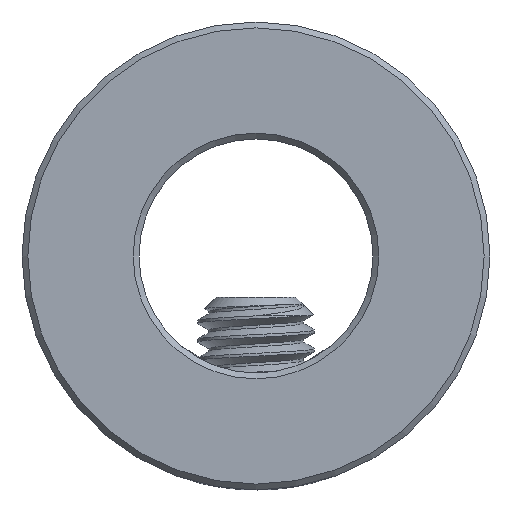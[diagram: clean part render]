
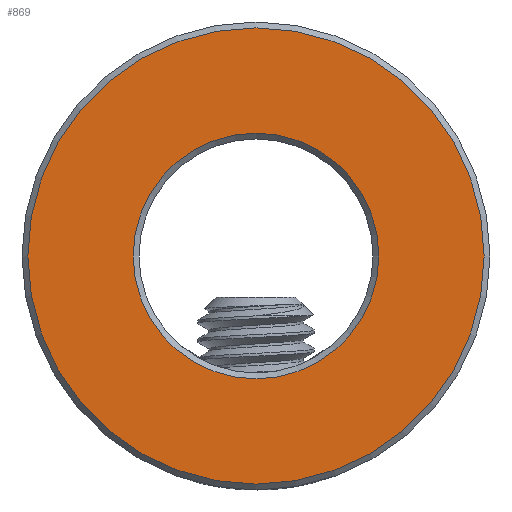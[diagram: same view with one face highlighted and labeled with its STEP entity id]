
A CAD part, front view. The second image highlights one B-rep face of the part: STEP entity #869.
In plain terms, the highlighted planar face has unit normal (0, -1, 0).
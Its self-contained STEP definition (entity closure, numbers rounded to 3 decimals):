
#32=FACE_BOUND('',#196,.T.);
#49=PLANE('',#957);
#139=FACE_OUTER_BOUND('',#195,.T.);
#195=EDGE_LOOP('',(#778));
#196=EDGE_LOOP('',(#779));
#224=CIRCLE('',#956,9.75);
#225=CIRCLE('',#958,5.25);
#418=VERTEX_POINT('',#3274);
#419=VERTEX_POINT('',#3278);
#539=EDGE_CURVE('',#418,#418,#224,.T.);
#540=EDGE_CURVE('',#419,#419,#225,.T.);
#778=ORIENTED_EDGE('',*,*,#539,.F.);
#779=ORIENTED_EDGE('',*,*,#540,.F.);
#869=ADVANCED_FACE('',(#139,#32),#49,.F.);
#956=AXIS2_PLACEMENT_3D('',#3276,#1146,#1147);
#957=AXIS2_PLACEMENT_3D('',#3277,#1148,#1149);
#958=AXIS2_PLACEMENT_3D('',#3279,#1150,#1151);
#1146=DIRECTION('center_axis',(0.,1.,0.));
#1147=DIRECTION('ref_axis',(1.,0.,0.));
#1148=DIRECTION('center_axis',(0.,1.,0.));
#1149=DIRECTION('ref_axis',(1.,0.,0.));
#1150=DIRECTION('center_axis',(0.,-1.,0.));
#1151=DIRECTION('ref_axis',(1.,0.,0.));
#3274=CARTESIAN_POINT('',(-9.75,0.,0.));
#3276=CARTESIAN_POINT('Origin',(0.,0.,0.));
#3277=CARTESIAN_POINT('Origin',(0.,0.,0.));
#3278=CARTESIAN_POINT('',(-5.25,0.,0.));
#3279=CARTESIAN_POINT('Origin',(0.,0.,0.));
